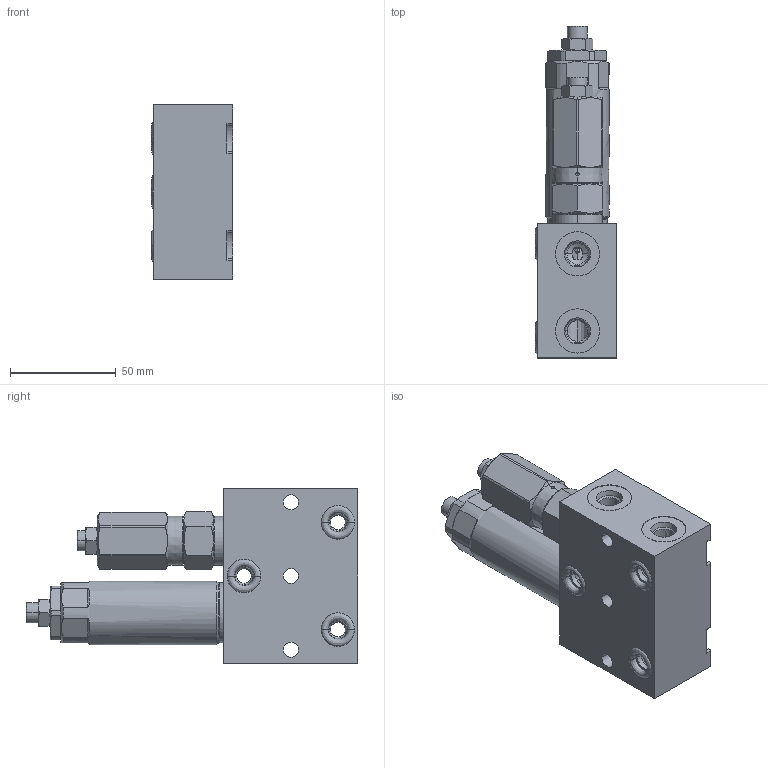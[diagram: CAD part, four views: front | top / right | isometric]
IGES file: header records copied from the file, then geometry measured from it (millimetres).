
Start section:  PTC IGES file: ilc70941002.igs
Global section: file name: ilc70941002.igs; native system: Creo Parametric by Parametric Technology Corporation; preprocessor: 2017170; author: rkuestersteffen; organization: Unknown; date: 20210428.100416; units: inch
Bounding box: 38.45 x 157.25 x 82.55 mm (x, y, z)
Surface area: 63443 mm2 (no closed solid volume)
Topology: 0 solids, 0 shells, 870 faces, 6468 edges, 8217 vertices
Faces by surface type: revolution 527, bspline 343
